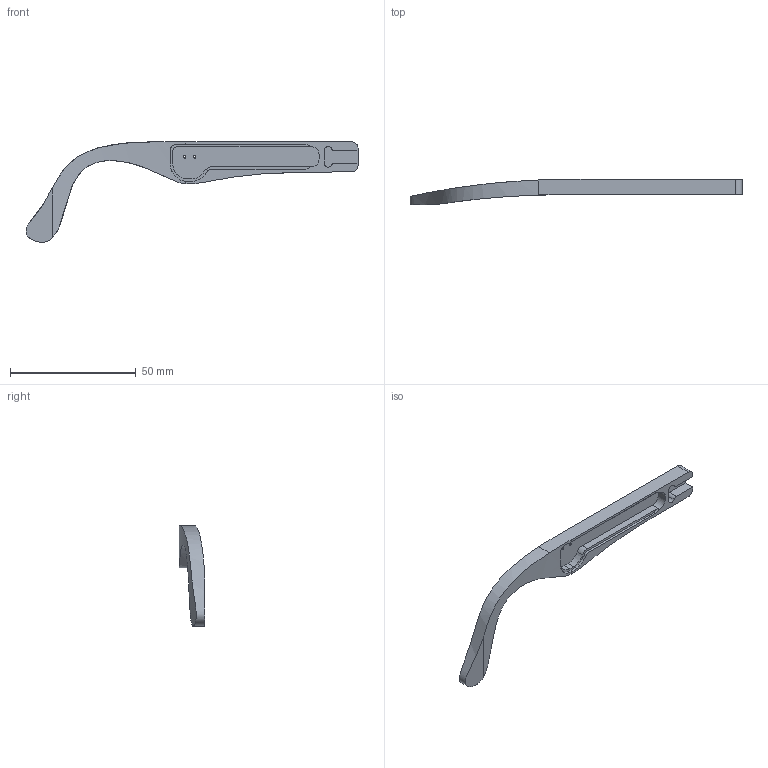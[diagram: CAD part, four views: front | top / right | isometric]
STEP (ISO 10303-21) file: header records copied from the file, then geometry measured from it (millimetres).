
FILE_DESCRIPTION(/* description */ (''),/* implementation_level */ '2;1');
FILE_NAME(/* name */ 'leftLeg.step',/* time_stamp */ '2020-11-11T13:13:59-06:00',/* author */ (''),/* organization */ (''),/* preprocessor_version */ 'ST-DEVELOPER v18.1',/* originating_system */ 'Autodesk Translation Framework v9.3.0.1241',/* authorisation */ '');
FILE_SCHEMA (('AUTOMOTIVE_DESIGN { 1 0 10303 214 3 1 1 }'));
Length unit declared in the file: millimetre
Products named in the file (2): sideFrameLefttElectronics_V1; sideFrameRightElectronics_V1 v10(Mirror)
Assembly tree (1 placements, depth 2):
  sideFrameLefttElectronics_V1
    sideFrameRightElectronics_V1 v10(Mirror)
Bounding box: 132.19 x 10 x 40 mm (x, y, z)
Volume: 5814.6 mm3; surface area: 5678.5 mm2
Topology: 1 solids, 1 shells, 44 faces, 134 edges, 91 vertices
Faces by surface type: plane 19, cylinder 18, bspline 7
Full cylindrical faces by diameter (mm): 1 x2
Entity records: 1903 total; most frequent: CARTESIAN_POINT 690, ORIENTED_EDGE 266, DIRECTION 215, EDGE_CURVE 133, VERTEX_POINT 90, AXIS2_PLACEMENT_3D 73, LINE 69, VECTOR 69
